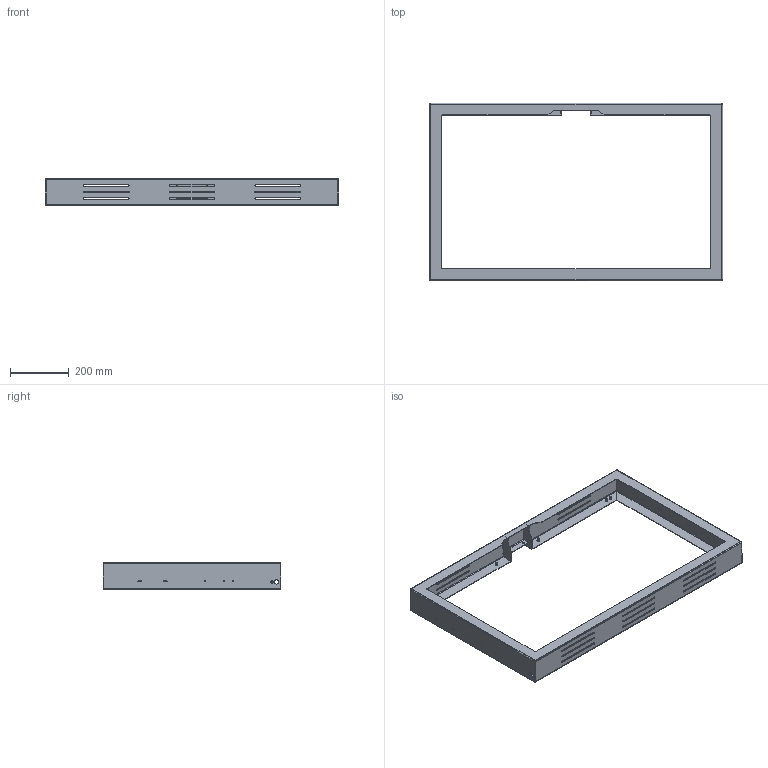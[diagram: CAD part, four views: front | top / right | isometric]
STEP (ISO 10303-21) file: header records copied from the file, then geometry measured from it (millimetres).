
FILE_DESCRIPTION (( 'STEP AP214' ), '1' );
FILE_NAME ('M700-01-07-03-001.STEP', '2015-07-29T17:09:24', ( '' ), ( '' ), 'SwSTEP 2.0', 'SolidWorks 2014', '' );
FILE_SCHEMA (( 'AUTOMOTIVE_DESIGN' ));
Length unit declared in the file: millimetre
Products named in the file (1): M700-01-07-03-001
Bounding box: 994 x 602 x 90 mm (x, y, z)
Volume: 990373.5 mm3; surface area: 1019182.1 mm2
Topology: 15 solids, 15 shells, 1274 faces, 3472 edges, 2240 vertices
Faces by surface type: cylinder 878, plane 188, cone 120, bspline 88
Entity records: 45246 total; most frequent: CARTESIAN_POINT 12471, DIRECTION 6962, ORIENTED_EDGE 6944, EDGE_CURVE 3472, AXIS2_PLACEMENT_3D 2779, VERTEX_POINT 2240, CIRCLE 1592, EDGE_LOOP 1410
